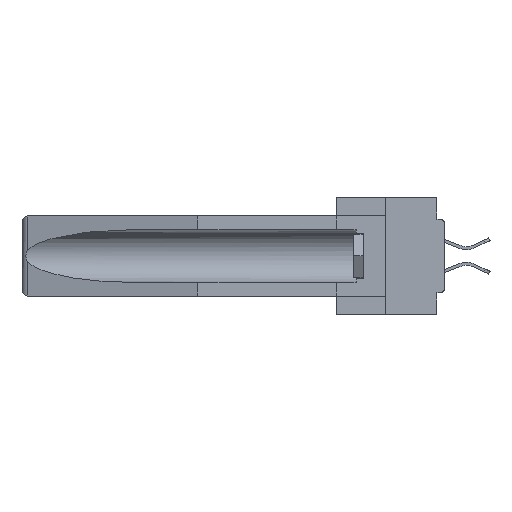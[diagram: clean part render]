
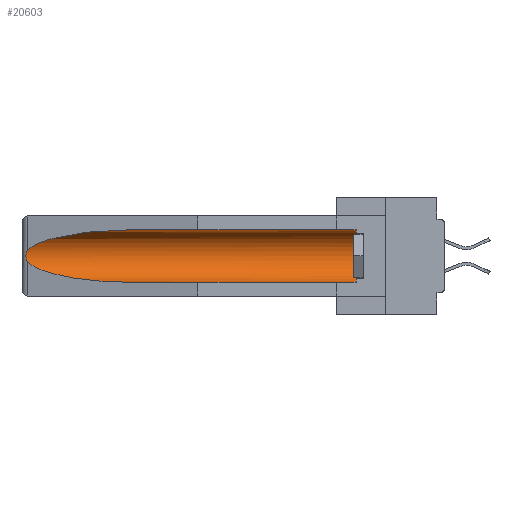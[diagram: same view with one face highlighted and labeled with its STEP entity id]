
A CAD part, left-side view. The second image highlights one B-rep face of the part: STEP entity #20603.
In plain terms, the highlighted cylindrical face has radius 2.857 mm (diameter 5.715 mm), a partial arc.
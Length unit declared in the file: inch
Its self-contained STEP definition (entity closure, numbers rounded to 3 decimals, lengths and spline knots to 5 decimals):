
#1775 = CARTESIAN_POINT ( 'NONE',  ( 0.155, -0.30754, -0.284 ) ) ;
#2385 = ORIENTED_EDGE ( 'NONE', *, *, #25583, .T. ) ;
#3695 = EDGE_LOOP ( 'NONE', ( #10722, #8478, #33358, #16563, #2385, #24540 ) ) ;
#4754 =( BOUNDED_CURVE ( )  B_SPLINE_CURVE ( 3, ( #35336, #21021, #14775, #8932 ),
 .UNSPECIFIED., .F., .F. ) 
 B_SPLINE_CURVE_WITH_KNOTS ( ( 4, 4 ),
 ( 0.1948, 1.5708 ),
 .UNSPECIFIED. ) 
 CURVE ( )  GEOMETRIC_REPRESENTATION_ITEM ( )  RATIONAL_B_SPLINE_CURVE ( ( 1., 0.848, 0.848, 1. ) ) 
 REPRESENTATION_ITEM ( '' )  );
#5371 = CARTESIAN_POINT ( 'NONE',  ( 0.21114, 1.30732, -0.059 ) ) ;
#6297 = CARTESIAN_POINT ( 'NONE',  ( 0.26655, 1.53094, -0.18657 ) ) ;
#6838 = DIRECTION ( 'NONE',  ( 0., -1., 0. ) ) ;
#8478 = ORIENTED_EDGE ( 'NONE', *, *, #35781, .T. ) ;
#8932 = CARTESIAN_POINT ( 'NONE',  ( 0.155, 1.07973, -0.284 ) ) ;
#9248 = CARTESIAN_POINT ( 'NONE',  ( 0.26597, 1.5296, -0.19026 ) ) ;
#9586 = CARTESIAN_POINT ( 'NONE',  ( 0.26537, 1.52718, -0.19328 ) ) ;
#9695 = LINE ( 'NONE', #1775, #25137 ) ;
#10722 = ORIENTED_EDGE ( 'NONE', *, *, #19519, .T. ) ;
#13594 = DIRECTION ( 'NONE',  ( 0., 1., 0. ) ) ;
#14437 = CARTESIAN_POINT ( 'NONE',  ( 0.26597, 1.52961, -0.15275 ) ) ;
#14775 = CARTESIAN_POINT ( 'NONE',  ( 0.21114, 1.30732, -0.284 ) ) ;
#15629 = CARTESIAN_POINT ( 'NONE',  ( 0.155, 0.126, -0.1715 ) ) ;
#15815 = EDGE_CURVE ( 'NONE', #28222, #21668, #9695, .T. ) ;
#15925 = B_SPLINE_CURVE_WITH_KNOTS ( 'NONE', 3,
 ( #29262, #14437, #35260, #26614, #23325, #17885, #23698, #6297, #9248, #17337 ),
 .UNSPECIFIED., .F., .F.,
 ( 4, 2, 2, 2, 4 ),
 ( 0., 0.00029, 0.00058, 0.00087, 0.00117 ),
 .UNSPECIFIED. ) ;
#16217 = CARTESIAN_POINT ( 'NONE',  ( 0.155, 0.126, -0.059 ) ) ;
#16563 = ORIENTED_EDGE ( 'NONE', *, *, #15815, .F. ) ;
#16933 = CARTESIAN_POINT ( 'NONE',  ( 0.25451, 1.48313, -0.09465 ) ) ;
#16965 = CARTESIAN_POINT ( 'NONE',  ( 0.155, 1.07973, -0.284 ) ) ;
#17133 = CARTESIAN_POINT ( 'NONE',  ( 0.155, -0.30754, -0.059 ) ) ;
#17337 = CARTESIAN_POINT ( 'NONE',  ( 0.26537, 1.52718, -0.19328 ) ) ;
#17885 = CARTESIAN_POINT ( 'NONE',  ( 0.2675, 1.53308, -0.17534 ) ) ;
#18599 = CYLINDRICAL_SURFACE ( 'NONE', #20521, 0.1125 ) ;
#19343 = VERTEX_POINT ( 'NONE', #31323 ) ;
#19519 = EDGE_CURVE ( 'NONE', #19343, #37445, #24293, .T. ) ;
#19999 = DIRECTION ( 'NONE',  ( 0., 0., 1. ) ) ;
#20490 = VERTEX_POINT ( 'NONE', #16217 ) ;
#20521 = AXIS2_PLACEMENT_3D ( 'NONE', #34189, #28223, #19999 ) ;
#20603 = ADVANCED_FACE ( 'NONE', ( #30802 ), #18599, .F. ) ;
#21021 = CARTESIAN_POINT ( 'NONE',  ( 0.25451, 1.48313, -0.24835 ) ) ;
#21668 = VERTEX_POINT ( 'NONE', #16965 ) ;
#21868 = AXIS2_PLACEMENT_3D ( 'NONE', #15629, #6838, #26911 ) ;
#23325 = CARTESIAN_POINT ( 'NONE',  ( 0.2675, 1.53308, -0.16763 ) ) ;
#23484 = EDGE_CURVE ( 'NONE', #37469, #21668, #4754, .T. ) ;
#23698 = CARTESIAN_POINT ( 'NONE',  ( 0.2673, 1.53269, -0.17917 ) ) ;
#24293 =( BOUNDED_CURVE ( )  B_SPLINE_CURVE ( 3, ( #34676, #5371, #16933, #25916 ),
 .UNSPECIFIED., .F., .F. ) 
 B_SPLINE_CURVE_WITH_KNOTS ( ( 4, 4 ),
 ( 4.71239, 6.08839 ),
 .UNSPECIFIED. ) 
 CURVE ( )  GEOMETRIC_REPRESENTATION_ITEM ( )  RATIONAL_B_SPLINE_CURVE ( ( 1., 0.848, 0.848, 1. ) ) 
 REPRESENTATION_ITEM ( '' )  );
#24540 = ORIENTED_EDGE ( 'NONE', *, *, #30382, .T. ) ;
#25137 = VECTOR ( 'NONE', #13594, 39.37008 ) ;
#25583 = EDGE_CURVE ( 'NONE', #28222, #20490, #32497, .T. ) ;
#25916 = CARTESIAN_POINT ( 'NONE',  ( 0.26537, 1.52718, -0.14972 ) ) ;
#26614 = CARTESIAN_POINT ( 'NONE',  ( 0.2673, 1.5327, -0.16383 ) ) ;
#26911 = DIRECTION ( 'NONE',  ( 0., 0., 1. ) ) ;
#28222 = VERTEX_POINT ( 'NONE', #34683 ) ;
#28223 = DIRECTION ( 'NONE',  ( 0., 1., 0. ) ) ;
#28771 = DIRECTION ( 'NONE',  ( 0., 1., 0. ) ) ;
#29262 = CARTESIAN_POINT ( 'NONE',  ( 0.26537, 1.52718, -0.14972 ) ) ;
#30360 = CARTESIAN_POINT ( 'NONE',  ( 0.26537, 1.52718, -0.14972 ) ) ;
#30382 = EDGE_CURVE ( 'NONE', #20490, #19343, #32856, .T. ) ;
#30802 = FACE_OUTER_BOUND ( 'NONE', #3695, .T. ) ;
#31323 = CARTESIAN_POINT ( 'NONE',  ( 0.155, 1.07973, -0.059 ) ) ;
#32497 = CIRCLE ( 'NONE', #21868, 0.1125 ) ;
#32856 = LINE ( 'NONE', #17133, #33760 ) ;
#33358 = ORIENTED_EDGE ( 'NONE', *, *, #23484, .T. ) ;
#33760 = VECTOR ( 'NONE', #28771, 39.37008 ) ;
#34189 = CARTESIAN_POINT ( 'NONE',  ( 0.155, -0.30754, -0.1715 ) ) ;
#34676 = CARTESIAN_POINT ( 'NONE',  ( 0.155, 1.07973, -0.059 ) ) ;
#34683 = CARTESIAN_POINT ( 'NONE',  ( 0.155, 0.126, -0.284 ) ) ;
#35260 = CARTESIAN_POINT ( 'NONE',  ( 0.26654, 1.53092, -0.15636 ) ) ;
#35336 = CARTESIAN_POINT ( 'NONE',  ( 0.26537, 1.52718, -0.19328 ) ) ;
#35781 = EDGE_CURVE ( 'NONE', #37445, #37469, #15925, .T. ) ;
#37445 = VERTEX_POINT ( 'NONE', #30360 ) ;
#37469 = VERTEX_POINT ( 'NONE', #9586 ) ;
